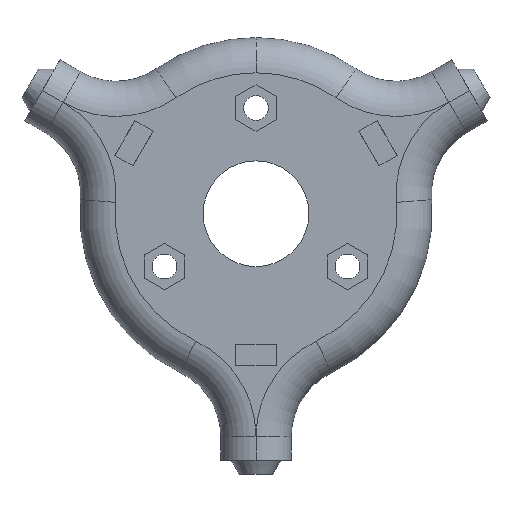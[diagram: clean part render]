
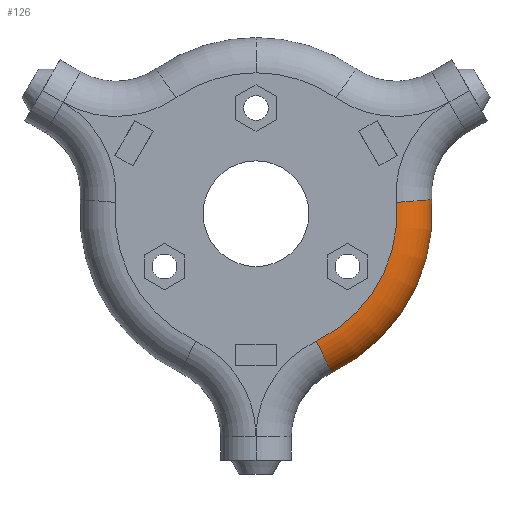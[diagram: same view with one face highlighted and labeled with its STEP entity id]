
A CAD part, front view. The second image highlights one B-rep face of the part: STEP entity #126.
In plain terms, the highlighted toroidal (fillet/blend) face has major radius 20 mm and minor radius 5 mm.
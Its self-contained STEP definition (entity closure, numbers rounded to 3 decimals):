
#126 = ADVANCED_FACE ( 'NONE', ( #1765 ), #884, .T. ) ;
#153 = CARTESIAN_POINT ( 'NONE',  ( 19.935, -5., 1.612 ) ) ;
#160 = ORIENTED_EDGE ( 'NONE', *, *, #1789, .T. ) ;
#403 = DIRECTION ( 'NONE',  ( -0.429, 0., 0.904 ) ) ;
#694 = ORIENTED_EDGE ( 'NONE', *, *, #997, .F. ) ;
#761 = AXIS2_PLACEMENT_3D ( 'NONE', #1432, #2412, #1955 ) ;
#786 = DIRECTION ( 'NONE',  ( -0.997, 0., -0.081 ) ) ;
#801 = EDGE_CURVE ( 'NONE', #2325, #1503, #2937, .T. ) ;
#878 = EDGE_LOOP ( 'NONE', ( #941, #2728, #694, #160 ) ) ;
#884 = TOROIDAL_SURFACE ( 'NONE', #1051, 20., 5. ) ;
#941 = ORIENTED_EDGE ( 'NONE', *, *, #801, .T. ) ;
#997 = EDGE_CURVE ( 'NONE', #1214, #2743, #1188, .T. ) ;
#1032 = DIRECTION ( 'NONE',  ( 0., 1., 0. ) ) ;
#1047 = CARTESIAN_POINT ( 'NONE',  ( 24.919, 0., 2.015 ) ) ;
#1051 = AXIS2_PLACEMENT_3D ( 'NONE', #2786, #1032, #2010 ) ;
#1188 = CIRCLE ( 'NONE', #2469, 5. ) ;
#1214 = VERTEX_POINT ( 'NONE', #2948 ) ;
#1432 = CARTESIAN_POINT ( 'NONE',  ( 0., -5., 0. ) ) ;
#1471 = CIRCLE ( 'NONE', #1624, 25. ) ;
#1503 = VERTEX_POINT ( 'NONE', #153 ) ;
#1513 = DIRECTION ( 'NONE',  ( 0., 0., 1. ) ) ;
#1532 = CARTESIAN_POINT ( 'NONE',  ( 0., 0., 0. ) ) ;
#1570 = CARTESIAN_POINT ( 'NONE',  ( 8.571, -5., -18.07 ) ) ;
#1571 = AXIS2_PLACEMENT_3D ( 'NONE', #1779, #2497, #786 ) ;
#1613 = CARTESIAN_POINT ( 'NONE',  ( 8.571, 0., -18.07 ) ) ;
#1624 = AXIS2_PLACEMENT_3D ( 'NONE', #1532, #2284, #1513 ) ;
#1735 = EDGE_CURVE ( 'NONE', #2743, #1503, #1935, .T. ) ;
#1765 = FACE_OUTER_BOUND ( 'NONE', #878, .T. ) ;
#1779 = CARTESIAN_POINT ( 'NONE',  ( 19.935, 0., 1.612 ) ) ;
#1789 = EDGE_CURVE ( 'NONE', #1214, #2325, #1471, .T. ) ;
#1935 = CIRCLE ( 'NONE', #761, 20. ) ;
#1955 = DIRECTION ( 'NONE',  ( 0., 0., 1. ) ) ;
#2010 = DIRECTION ( 'NONE',  ( 0., 0., 1. ) ) ;
#2284 = DIRECTION ( 'NONE',  ( 0., -1., 0. ) ) ;
#2325 = VERTEX_POINT ( 'NONE', #1047 ) ;
#2412 = DIRECTION ( 'NONE',  ( 0., -1., 0. ) ) ;
#2469 = AXIS2_PLACEMENT_3D ( 'NONE', #1613, #3097, #403 ) ;
#2497 = DIRECTION ( 'NONE',  ( 0.081, 0., -0.997 ) ) ;
#2728 = ORIENTED_EDGE ( 'NONE', *, *, #1735, .F. ) ;
#2743 = VERTEX_POINT ( 'NONE', #1570 ) ;
#2786 = CARTESIAN_POINT ( 'NONE',  ( 0., 0., 0. ) ) ;
#2937 = CIRCLE ( 'NONE', #1571, 5. ) ;
#2948 = CARTESIAN_POINT ( 'NONE',  ( 10.714, 0., -22.588 ) ) ;
#3097 = DIRECTION ( 'NONE',  ( -0.904, 0., -0.429 ) ) ;
